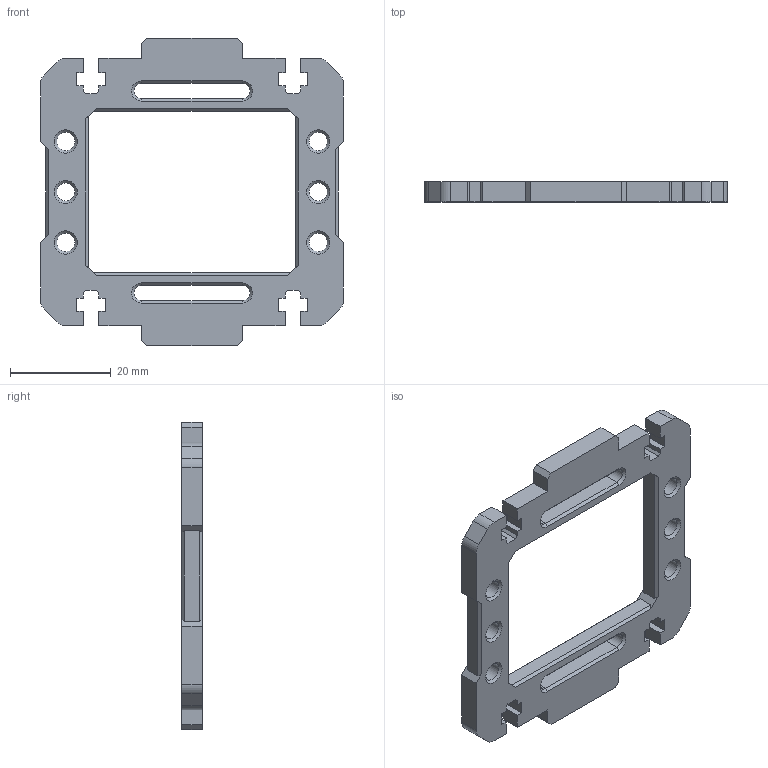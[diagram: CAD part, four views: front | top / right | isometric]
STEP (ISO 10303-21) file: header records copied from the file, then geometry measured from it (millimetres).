
FILE_DESCRIPTION(('STEP AP242'), '1');
FILE_NAME('Ðàìêà-v4', '', ('UNSPECIFIED'), ('UNSPECIFIED'), 'C3D Converter', 'C3D Toolkit', '');
FILE_SCHEMA(('AP242_MANAGED_MODEL_BASED_3D_ENGINEERING_MIM_LF { 1 0 10303 442 1 1 4 }'));
Length unit declared in the file: millimetre
Assembly tree (1 placements, depth 2):
  (unnamed)
    (unnamed)
Bounding box: 60 x 4 x 61 mm (x, y, z)
Volume: 6512.5 mm3; surface area: 5568.5 mm2
Topology: 1 solids, 1 shells, 156 faces, 434 edges, 280 vertices
Faces by surface type: plane 118, cone 20, cylinder 18
Full cylindrical faces by diameter (mm): 3.6 x6
Entity records: 4951 total; most frequent: CARTESIAN_POINT 854, ORIENTED_EDGE 832, DIRECTION 788, EDGE_CURVE 416, LINE 360, VECTOR 360, VERTEX_POINT 280, AXIS2_PLACEMENT_3D 214
